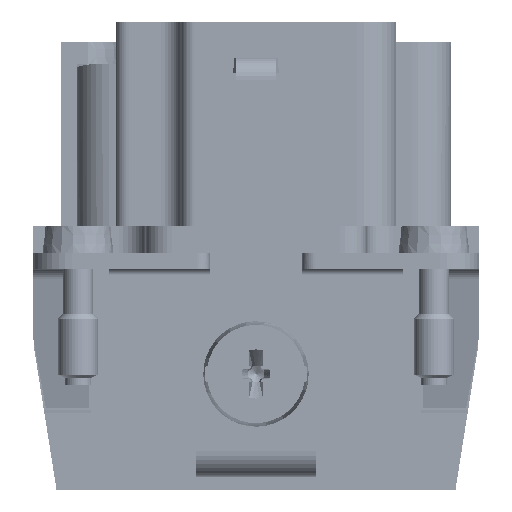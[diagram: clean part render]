
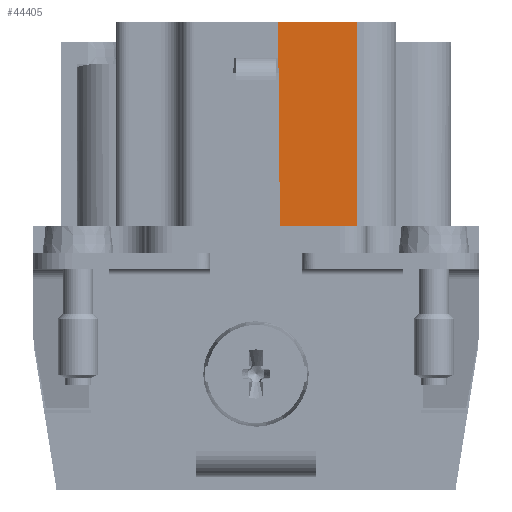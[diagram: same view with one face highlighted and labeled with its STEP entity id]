
A CAD part, front view. The second image highlights one B-rep face of the part: STEP entity #44405.
In plain terms, the highlighted planar face has unit normal (0, -1, 0).
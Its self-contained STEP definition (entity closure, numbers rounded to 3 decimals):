
#15623=AXIS2_PLACEMENT_3D('Plane Axis2P3D',#15620,#15621,#15622) ;
#11633=CARTESIAN_POINT('Vertex',(18.626,9.6,35.5)) ;
#11658=CARTESIAN_POINT('Vertex',(18.762,9.6,20.)) ;
#11661=CARTESIAN_POINT('Line Origine',(18.701,9.6,27.)) ;
#15620=CARTESIAN_POINT('Axis2P3D Location',(12.95,9.6,20.)) ;
#41117=CARTESIAN_POINT('Line Origine',(24.6,9.6,27.75)) ;
#41121=CARTESIAN_POINT('Vertex',(24.6,9.6,20.)) ;
#41123=CARTESIAN_POINT('Vertex',(24.6,9.6,35.5)) ;
#44373=CARTESIAN_POINT('Line Origine',(22.775,9.6,35.5)) ;
#44377=CARTESIAN_POINT('Vertex',(20.95,9.6,35.5)) ;
#44380=CARTESIAN_POINT('Line Origine',(19.788,9.6,35.5)) ;
#44385=CARTESIAN_POINT('Line Origine',(19.856,9.6,20.)) ;
#44389=CARTESIAN_POINT('Vertex',(20.95,9.6,20.)) ;
#44392=CARTESIAN_POINT('Line Origine',(22.775,9.6,20.)) ;
#11662=DIRECTION('Vector Direction',(-0.009,0.,1.)) ;
#15621=DIRECTION('Axis2P3D Direction',(0.,1.,0.)) ;
#15622=DIRECTION('Axis2P3D XDirection',(-1.,0.,0.)) ;
#41118=DIRECTION('Vector Direction',(0.,0.,1.)) ;
#44374=DIRECTION('Vector Direction',(1.,0.,0.)) ;
#44381=DIRECTION('Vector Direction',(1.,0.,0.)) ;
#44386=DIRECTION('Vector Direction',(-1.,0.,0.)) ;
#44393=DIRECTION('Vector Direction',(1.,0.,0.)) ;
#11663=VECTOR('Line Direction',#11662,1.) ;
#41119=VECTOR('Line Direction',#41118,1.) ;
#44375=VECTOR('Line Direction',#44374,1.) ;
#44382=VECTOR('Line Direction',#44381,1.) ;
#44387=VECTOR('Line Direction',#44386,1.) ;
#44394=VECTOR('Line Direction',#44393,1.) ;
#44398=ORIENTED_EDGE('',*,*,#44379,.F.) ;
#44399=ORIENTED_EDGE('',*,*,#44384,.T.) ;
#44400=ORIENTED_EDGE('',*,*,#11665,.T.) ;
#44401=ORIENTED_EDGE('',*,*,#44391,.F.) ;
#44402=ORIENTED_EDGE('',*,*,#44396,.T.) ;
#44403=ORIENTED_EDGE('',*,*,#41125,.T.) ;
#44405=ADVANCED_FACE('Hauptk\X2\00F6\X0\rper',(#44404),#15624,.F.) ;
#11665=EDGE_CURVE('',#11634,#11659,#11664,.F.) ;
#41125=EDGE_CURVE('',#41122,#41124,#41120,.T.) ;
#44379=EDGE_CURVE('',#44378,#41124,#44376,.T.) ;
#44384=EDGE_CURVE('',#44378,#11634,#44383,.F.) ;
#44391=EDGE_CURVE('',#44390,#11659,#44388,.T.) ;
#44396=EDGE_CURVE('',#44390,#41122,#44395,.T.) ;
#44397=EDGE_LOOP('',(#44398,#44399,#44400,#44401,#44402,#44403)) ;
#44404=FACE_OUTER_BOUND('',#44397,.T.) ;
#11664=LINE('Line',#11661,#11663) ;
#41120=LINE('Line',#41117,#41119) ;
#44376=LINE('Line',#44373,#44375) ;
#44383=LINE('Line',#44380,#44382) ;
#44388=LINE('Line',#44385,#44387) ;
#44395=LINE('Line',#44392,#44394) ;
#15624=PLANE('',#15623) ;
#11634=VERTEX_POINT('',#11633) ;
#11659=VERTEX_POINT('',#11658) ;
#41122=VERTEX_POINT('',#41121) ;
#41124=VERTEX_POINT('',#41123) ;
#44378=VERTEX_POINT('',#44377) ;
#44390=VERTEX_POINT('',#44389) ;
